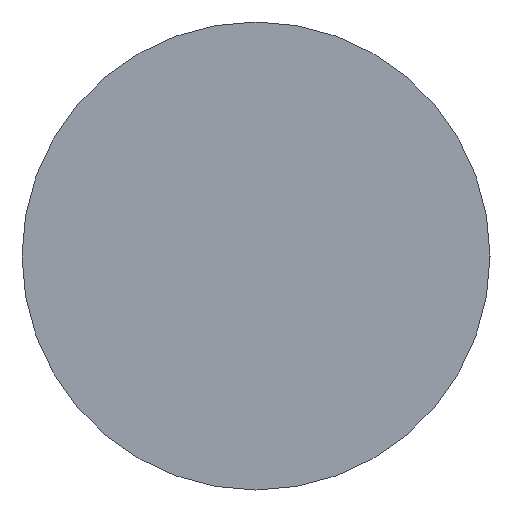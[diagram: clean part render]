
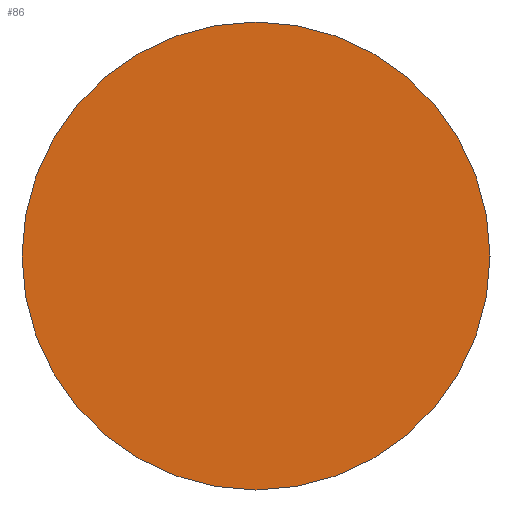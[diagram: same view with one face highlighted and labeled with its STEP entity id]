
A CAD part, front view. The second image highlights one B-rep face of the part: STEP entity #86.
In plain terms, the highlighted planar face has unit normal (0, -1, 0).
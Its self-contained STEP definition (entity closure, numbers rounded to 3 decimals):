
#57=FACE_OUTER_BOUND('',#168,.T.);
#86=ADVANCED_FACE('',(#57),#103,.F.);
#103=PLANE('',#333);
#168=EDGE_LOOP('',(#214));
#214=ORIENTED_EDGE('',*,*,#277,.T.);
#253=VERTEX_POINT('',#485);
#277=EDGE_CURVE('',#253,#253,#300,.T.);
#300=CIRCLE('',#331,2.05);
#331=AXIS2_PLACEMENT_3D('',#484,#396,#397);
#333=AXIS2_PLACEMENT_3D('',#487,#400,#401);
#396=DIRECTION('',(0.,-1.,0.));
#397=DIRECTION('',(1.,0.,0.));
#400=DIRECTION('',(0.,1.,0.));
#401=DIRECTION('',(-1.,0.,0.));
#484=CARTESIAN_POINT('',(-1.546,-11.653,0.));
#485=CARTESIAN_POINT('',(0.504,-11.653,0.));
#487=CARTESIAN_POINT('',(0.504,-11.653,0.));
